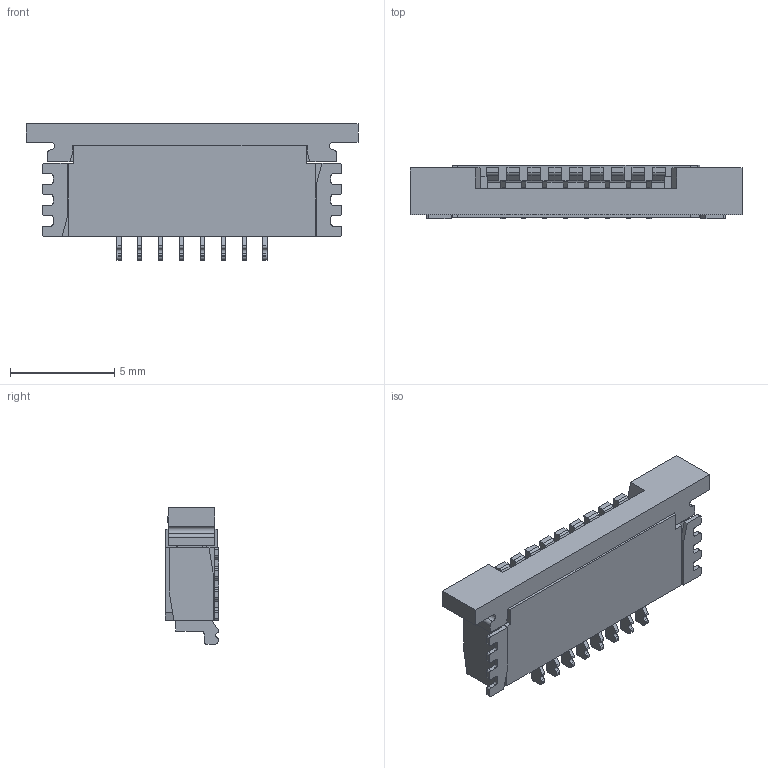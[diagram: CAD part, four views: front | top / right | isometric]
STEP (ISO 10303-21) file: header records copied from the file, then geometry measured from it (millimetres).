
FILE_DESCRIPTION((''),'2;1');
FILE_NAME('C-84953-8','2008-04-07T',('workeradm'),('Tyco Electronics Corporation'),'PRO/ENGINEER BY PARAMETRIC TECHNOLOGY CORPORATION, 2005450','PRO/ENGINEER BY PARAMETRIC TECHNOLOGY CORPORATION, 2005450','');
FILE_SCHEMA(('CONFIG_CONTROL_DESIGN', 'GEOMETRIC_VALIDATION_PROPERTIES_MIM'));
Length unit declared in the file: millimetre
Products named in the file (1): C-84953-8
Bounding box: 15.93 x 2.58 x 6.55 mm (x, y, z)
Volume: 152.2 mm3; surface area: 495.1 mm2
Topology: 1 solids, 1 shells, 445 faces, 1281 edges, 841 vertices
Faces by surface type: plane 321, cylinder 124
Entity records: 14624 total; most frequent: CARTESIAN_POINT 2568, ORIENTED_EDGE 2562, DIRECTION 2419, EDGE_CURVE 1281, VECTOR 1033, LINE 1033, VERTEX_POINT 841, AXIS2_PLACEMENT_3D 693
